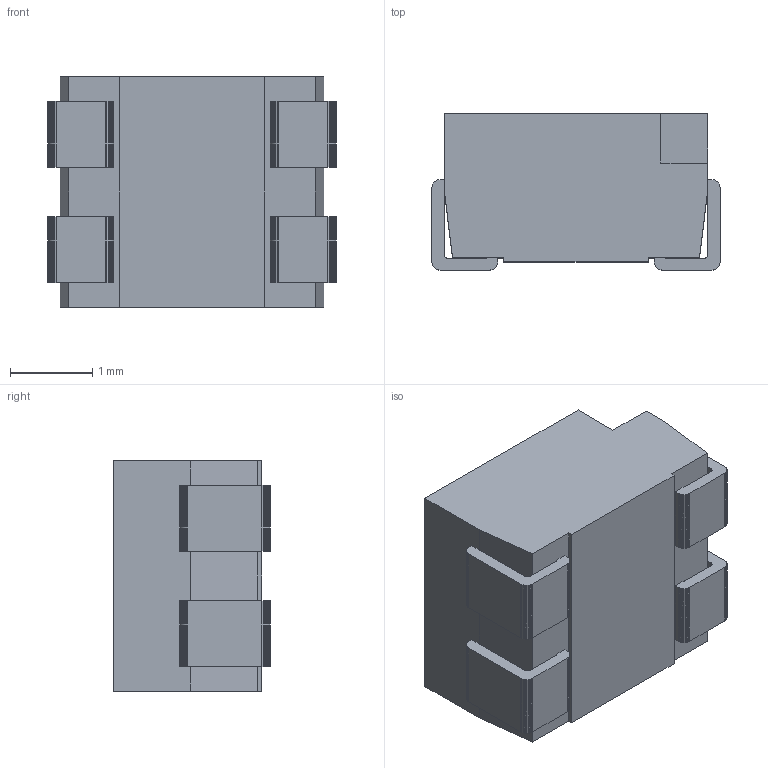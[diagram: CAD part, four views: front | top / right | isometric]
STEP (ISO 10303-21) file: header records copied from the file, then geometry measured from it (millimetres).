
FILE_DESCRIPTION(('FreeCAD Model'),'2;1');
FILE_NAME('PLCC4RGBCT_CA_LED.step','2020-02-03T20:59:30',('kicad StepUp'),('ksu MCAD'), 'Open CASCADE STEP processor 7.3','FreeCAD','Unknown');
FILE_SCHEMA(('AUTOMOTIVE_DESIGN { 1 0 10303 214 1 1 1 1 }'));
Length unit declared in the file: millimetre
Products named in the file (1): Compound_(Solid)
Bounding box: 3.5 x 1.9 x 2.8 mm (x, y, z)
Volume: 15.9 mm3; surface area: 51.7 mm2
Topology: 1 solids, 1 shells, 341 faces, 1006 edges, 668 vertices
Faces by surface type: plane 341
Entity records: 11153 total; most frequent: CARTESIAN_POINT 2016, ORIENTED_EDGE 2012, DIRECTION 1690, EDGE_CURVE 1006, LINE 1006, VECTOR 1006, VERTEX_POINT 668, FACE_BOUND 350
